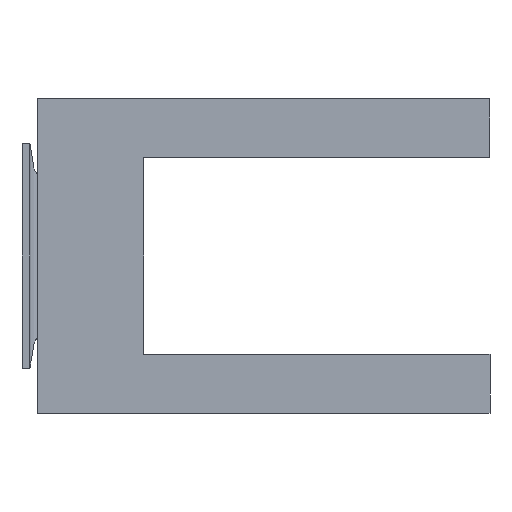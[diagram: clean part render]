
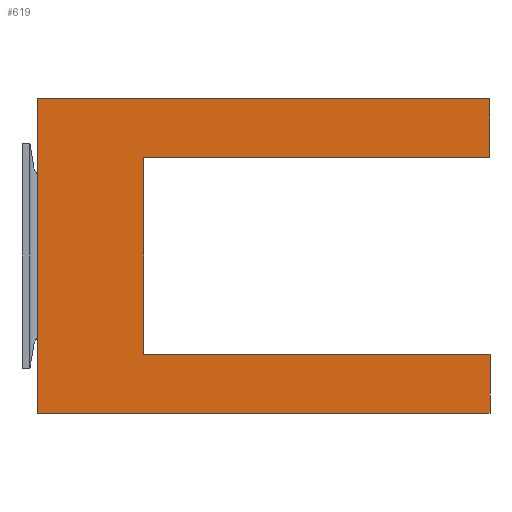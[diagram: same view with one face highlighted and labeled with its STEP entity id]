
A CAD part, left-side view. The second image highlights one B-rep face of the part: STEP entity #619.
In plain terms, the highlighted planar face has unit normal (-1, 0, 0).
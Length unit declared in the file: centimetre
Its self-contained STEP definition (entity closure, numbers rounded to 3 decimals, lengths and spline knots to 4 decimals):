
#9 = CARTESIAN_POINT ( 'NONE',  ( -6.7, 0., 0.4 ) ) ;
#14 = CARTESIAN_POINT ( 'NONE',  ( -6.7, -8.8, 0.4 ) ) ;
#31 = LINE ( 'NONE', #126, #776 ) ;
#36 = EDGE_CURVE ( 'NONE', #1112, #890, #1242, .T. ) ;
#54 = DIRECTION ( 'NONE',  ( 0., 0., -1. ) ) ;
#98 = AXIS2_PLACEMENT_3D ( 'NONE', #380, #292, #706 ) ;
#112 = CARTESIAN_POINT ( 'NONE',  ( -6.7, -8.8, -4.6 ) ) ;
#116 = VERTEX_POINT ( 'NONE', #9 ) ;
#126 = CARTESIAN_POINT ( 'NONE',  ( -6.7, 2.7, 1.9 ) ) ;
#141 = ORIENTED_EDGE ( 'NONE', *, *, #149, .F. ) ;
#149 = EDGE_CURVE ( 'NONE', #688, #1112, #31, .T. ) ;
#152 = ORIENTED_EDGE ( 'NONE', *, *, #1126, .F. ) ;
#160 = ORIENTED_EDGE ( 'NONE', *, *, #284, .F. ) ;
#185 = VECTOR ( 'NONE', #1281, 100. ) ;
#190 = DIRECTION ( 'NONE',  ( 0., -1., 0. ) ) ;
#191 = EDGE_CURVE ( 'NONE', #890, #767, #454, .T. ) ;
#245 = CARTESIAN_POINT ( 'NONE',  ( -6.7, -8.8, 0.4 ) ) ;
#284 = EDGE_CURVE ( 'NONE', #996, #688, #859, .T. ) ;
#288 = FACE_OUTER_BOUND ( 'NONE', #537, .T. ) ;
#292 = DIRECTION ( 'NONE',  ( -1., 0., 0. ) ) ;
#299 = PLANE ( 'NONE',  #98 ) ;
#305 = CARTESIAN_POINT ( 'NONE',  ( -6.7, 2.7, -6.1 ) ) ;
#325 = ORIENTED_EDGE ( 'NONE', *, *, #989, .F. ) ;
#327 = LINE ( 'NONE', #334, #869 ) ;
#334 = CARTESIAN_POINT ( 'NONE',  ( -6.7, 0., -4.2 ) ) ;
#349 = DIRECTION ( 'NONE',  ( 0., -1., 0. ) ) ;
#380 = CARTESIAN_POINT ( 'NONE',  ( -6.7, 0., 0. ) ) ;
#454 = LINE ( 'NONE', #245, #185 ) ;
#474 = VERTEX_POINT ( 'NONE', #899 ) ;
#488 = ORIENTED_EDGE ( 'NONE', *, *, #191, .F. ) ;
#495 = CARTESIAN_POINT ( 'NONE',  ( -6.7, 0., 0.4 ) ) ;
#527 = DIRECTION ( 'NONE',  ( 0., 0., -1. ) ) ;
#537 = EDGE_LOOP ( 'NONE', ( #141, #160, #1220, #152, #568, #325, #488, #666 ) ) ;
#558 = CARTESIAN_POINT ( 'NONE',  ( -6.7, 2.7, 1.9 ) ) ;
#568 = ORIENTED_EDGE ( 'NONE', *, *, #794, .F. ) ;
#619 = ADVANCED_FACE ( 'NONE', ( #288 ), #299, .T. ) ;
#666 = ORIENTED_EDGE ( 'NONE', *, *, #36, .F. ) ;
#688 = VERTEX_POINT ( 'NONE', #305 ) ;
#706 = DIRECTION ( 'NONE',  ( 0., 0., 1. ) ) ;
#709 = LINE ( 'NONE', #495, #953 ) ;
#712 = VERTEX_POINT ( 'NONE', #112 ) ;
#767 = VERTEX_POINT ( 'NONE', #14 ) ;
#772 = LINE ( 'NONE', #972, #1124 ) ;
#776 = VECTOR ( 'NONE', #1186, 100. ) ;
#794 = EDGE_CURVE ( 'NONE', #116, #474, #327, .T. ) ;
#807 = CARTESIAN_POINT ( 'NONE',  ( -6.7, -8.8, -6.1 ) ) ;
#816 = CARTESIAN_POINT ( 'NONE',  ( -6.7, -8.8, 1.9 ) ) ;
#844 = DIRECTION ( 'NONE',  ( 0., 1., 0. ) ) ;
#859 = LINE ( 'NONE', #1140, #976 ) ;
#869 = VECTOR ( 'NONE', #527, 100. ) ;
#871 = VECTOR ( 'NONE', #54, 100. ) ;
#890 = VERTEX_POINT ( 'NONE', #1075 ) ;
#899 = CARTESIAN_POINT ( 'NONE',  ( -6.7, 0., -4.6 ) ) ;
#914 = DIRECTION ( 'NONE',  ( 0., 1., 0. ) ) ;
#953 = VECTOR ( 'NONE', #914, 100. ) ;
#972 = CARTESIAN_POINT ( 'NONE',  ( -6.7, 0., -4.6 ) ) ;
#976 = VECTOR ( 'NONE', #844, 100. ) ;
#989 = EDGE_CURVE ( 'NONE', #767, #116, #709, .T. ) ;
#996 = VERTEX_POINT ( 'NONE', #807 ) ;
#1075 = CARTESIAN_POINT ( 'NONE',  ( -6.7, -8.8, 1.9 ) ) ;
#1099 = LINE ( 'NONE', #1309, #871 ) ;
#1112 = VERTEX_POINT ( 'NONE', #558 ) ;
#1124 = VECTOR ( 'NONE', #349, 100. ) ;
#1126 = EDGE_CURVE ( 'NONE', #474, #712, #772, .T. ) ;
#1140 = CARTESIAN_POINT ( 'NONE',  ( -6.7, -8.8, -6.1 ) ) ;
#1186 = DIRECTION ( 'NONE',  ( 0., 0., 1. ) ) ;
#1220 = ORIENTED_EDGE ( 'NONE', *, *, #1336, .F. ) ;
#1242 = LINE ( 'NONE', #816, #1284 ) ;
#1281 = DIRECTION ( 'NONE',  ( 0., 0., -1. ) ) ;
#1284 = VECTOR ( 'NONE', #190, 100. ) ;
#1309 = CARTESIAN_POINT ( 'NONE',  ( -6.7, -8.8, -4.6 ) ) ;
#1336 = EDGE_CURVE ( 'NONE', #712, #996, #1099, .T. ) ;
